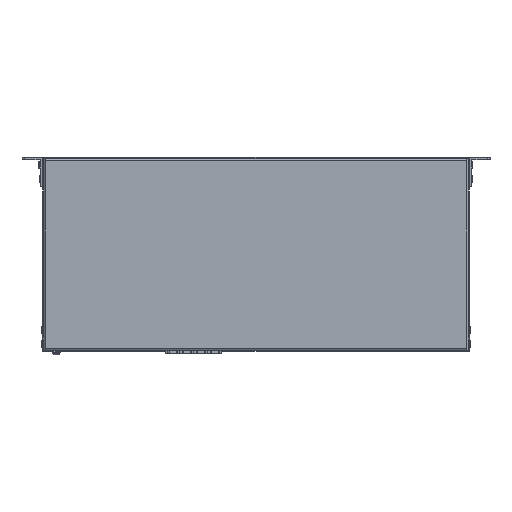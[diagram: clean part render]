
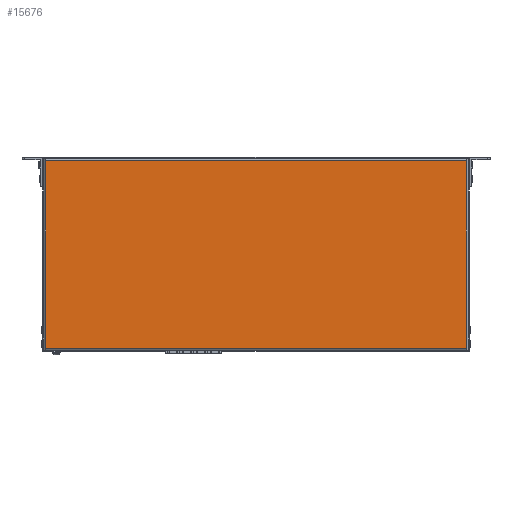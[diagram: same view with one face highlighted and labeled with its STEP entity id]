
A CAD part, front view. The second image highlights one B-rep face of the part: STEP entity #15676.
In plain terms, the highlighted face is planar.
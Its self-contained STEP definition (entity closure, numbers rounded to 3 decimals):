
#7201=DIRECTION('',(-1.,0.,0.));
#7202=VECTOR('',#7201,433.6);
#7203=CARTESIAN_POINT('',(216.8,96.6,2.));
#7204=LINE('',#7203,#7202);
#8695=DIRECTION('',(0.,-1.,0.));
#8696=VECTOR('',#8695,193.2);
#8697=CARTESIAN_POINT('',(-216.8,96.6,2.));
#8698=LINE('',#8697,#8696);
#8711=DIRECTION('',(0.,1.,0.));
#8712=VECTOR('',#8711,193.2);
#8713=CARTESIAN_POINT('',(216.8,-96.6,2.));
#8714=LINE('',#8713,#8712);
#10206=DIRECTION('',(1.,0.,0.));
#10207=VECTOR('',#10206,433.6);
#10208=CARTESIAN_POINT('',(-216.8,-96.6,2.));
#10209=LINE('',#10208,#10207);
#12326=CARTESIAN_POINT('',(216.8,96.6,2.));
#12327=VERTEX_POINT('',#12326);
#12332=CARTESIAN_POINT('',(-216.8,96.6,2.));
#12333=VERTEX_POINT('',#12332);
#12678=CARTESIAN_POINT('',(-216.8,-96.6,2.));
#12679=VERTEX_POINT('',#12678);
#12838=CARTESIAN_POINT('',(216.8,-96.6,2.));
#12839=VERTEX_POINT('',#12838);
#15663=CARTESIAN_POINT('',(0.,0.,2.));
#15664=DIRECTION('',(0.,0.,1.));
#15665=DIRECTION('',(1.,0.,0.));
#15666=AXIS2_PLACEMENT_3D('',#15663,#15664,#15665);
#15667=PLANE('',#15666);
#15669=ORIENTED_EDGE('',*,*,#15668,.F.);
#15671=ORIENTED_EDGE('',*,*,#15670,.F.);
#15672=ORIENTED_EDGE('',*,*,#15655,.F.);
#15673=ORIENTED_EDGE('',*,*,#14184,.F.);
#15674=EDGE_LOOP('',(#15669,#15671,#15672,#15673));
#15675=FACE_OUTER_BOUND('',#15674,.F.);
#14184=EDGE_CURVE('',#12327,#12333,#7204,.T.);
#15655=EDGE_CURVE('',#12333,#12679,#8698,.T.);
#15668=EDGE_CURVE('',#12839,#12327,#8714,.T.);
#15670=EDGE_CURVE('',#12679,#12839,#10209,.T.);
#15676=ADVANCED_FACE('',(#15675),#15667,.T.);
